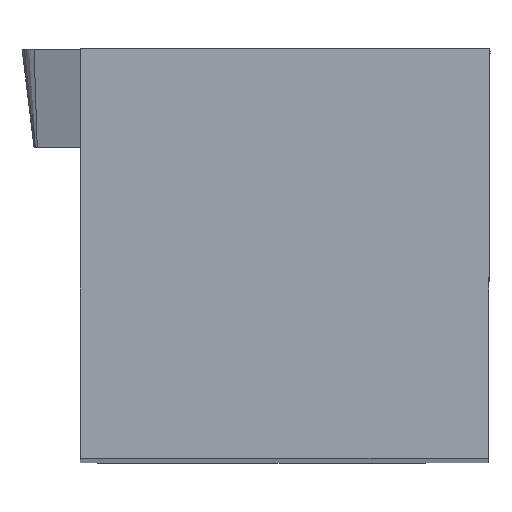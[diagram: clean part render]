
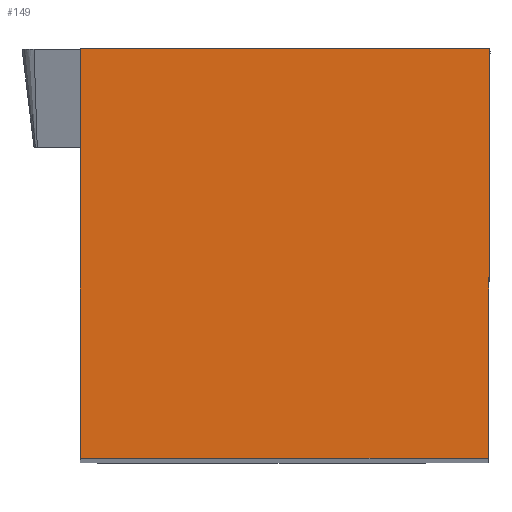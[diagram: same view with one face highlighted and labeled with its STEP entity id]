
A CAD part, top view. The second image highlights one B-rep face of the part: STEP entity #149.
In plain terms, the highlighted planar face has unit normal (0, 0, 1).
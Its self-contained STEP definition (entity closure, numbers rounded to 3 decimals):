
#121=FACE_OUTER_BOUND('',#326,.T.);
#149=ADVANCED_FACE('BLANK_BOXF006',(#121),#172,.F.);
#172=PLANE('',#710);
#194=LINE('',#983,#242);
#198=LINE('',#991,#246);
#206=LINE('',#1008,#254);
#221=LINE('',#1078,#269);
#242=VECTOR('',#801,1.);
#246=VECTOR('',#807,1.);
#254=VECTOR('',#817,1.);
#269=VECTOR('',#850,1.);
#326=EDGE_LOOP('',(#428,#429,#430,#431));
#428=ORIENTED_EDGE('',*,*,#561,.F.);
#429=ORIENTED_EDGE('',*,*,#580,.F.);
#430=ORIENTED_EDGE('',*,*,#553,.F.);
#431=ORIENTED_EDGE('',*,*,#549,.F.);
#495=VERTEX_POINT('',#982);
#496=VERTEX_POINT('',#984);
#499=VERTEX_POINT('',#992);
#506=VERTEX_POINT('',#1007);
#549=EDGE_CURVE('',#495,#496,#194,.T.);
#553=EDGE_CURVE('',#496,#499,#198,.T.);
#561=EDGE_CURVE('',#506,#495,#206,.T.);
#580=EDGE_CURVE('',#499,#506,#221,.T.);
#710=AXIS2_PLACEMENT_3D('',#1079,#851,#852);
#801=DIRECTION('',(1.,0.,0.));
#807=DIRECTION('',(-0.004,-1.,0.));
#817=DIRECTION('',(0.,1.,0.));
#850=DIRECTION('',(-1.,0.,0.));
#851=DIRECTION('',(0.,0.,-1.));
#852=DIRECTION('',(-1.,0.,0.));
#982=CARTESIAN_POINT('',(-9.9,9.9,0.));
#983=CARTESIAN_POINT('',(-80.35,9.9,0.));
#984=CARTESIAN_POINT('',(0.,9.9,0.));
#991=CARTESIAN_POINT('',(0.307,80.349,0.));
#992=CARTESIAN_POINT('',(-0.043,0.,0.));
#1007=CARTESIAN_POINT('',(-9.9,0.,0.));
#1008=CARTESIAN_POINT('',(-9.9,-80.35,0.));
#1078=CARTESIAN_POINT('',(80.35,0.,0.));
#1079=CARTESIAN_POINT('',(-14.9,-5.,0.));
